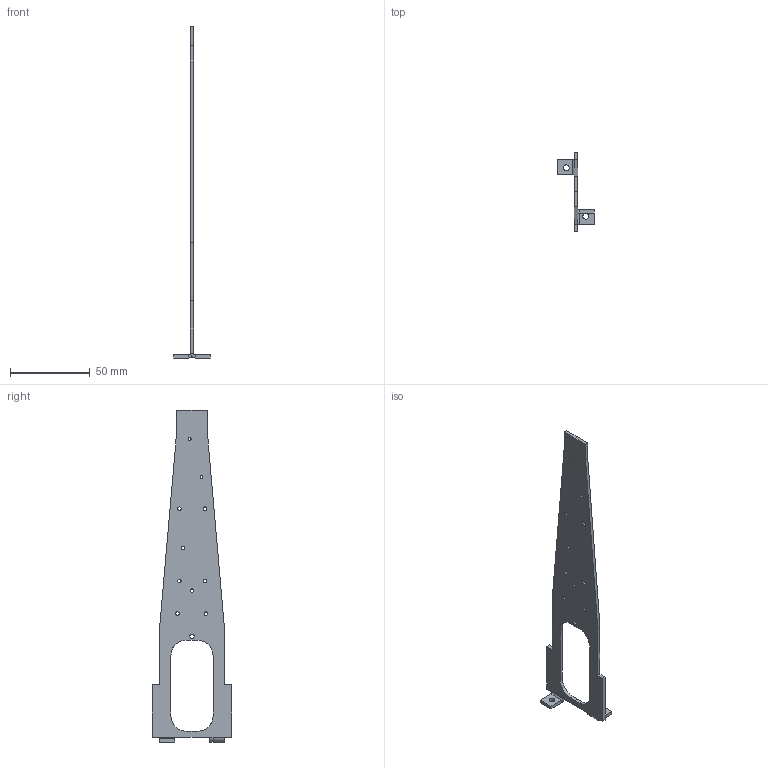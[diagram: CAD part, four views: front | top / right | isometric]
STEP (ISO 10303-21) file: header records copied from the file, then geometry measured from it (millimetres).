
FILE_DESCRIPTION(('CATIA V5 STEP Exchange','CAx-IF Rec.Pracs.--- Model Styling and Organization---1.4--- 2014-01-23','CAx-IF Rec.Pracs.---3D Tessellated Data Validation Properties---0.5---2014-09-14'),'2;1');
FILE_NAME('sledwbrackets.stp','2025-09-27T19:32:37+00:00',('none'),('none'),'CATIA Version 5-6 Release 2019 SP6','CATIA V5 STEP AP242 v1','none');
FILE_SCHEMA(('AP242_MANAGED_MODEL_BASED_3D_ENGINEERING_MIM_LF {1 0 10303 442 1 1 4}'));
Length unit declared in the file: millimetre
Products named in the file (1): sled
Bounding box: 23.01 x 49.78 x 208.8 mm (x, y, z)
Volume: 11801.1 mm3; surface area: 13223.4 mm2
Topology: 1 solids, 1 shells, 77 faces, 205 edges, 130 vertices
Faces by surface type: plane 41, cylinder 36
Entity records: 2502 total; most frequent: CARTESIAN_POINT 631, ORIENTED_EDGE 410, DIRECTION 303, EDGE_CURVE 205, VECTOR 133, LINE 133, VERTEX_POINT 130, AXIS2_PLACEMENT_3D 106
